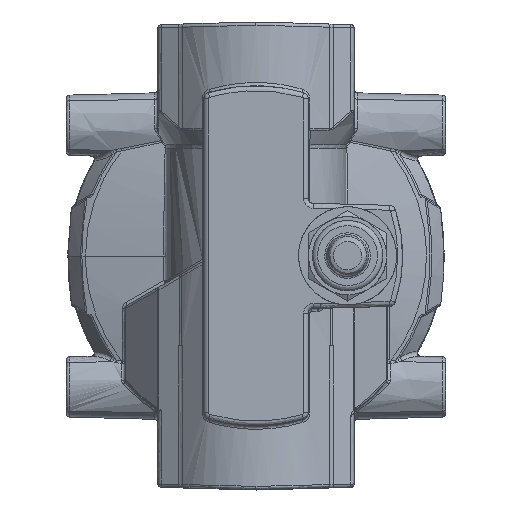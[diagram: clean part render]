
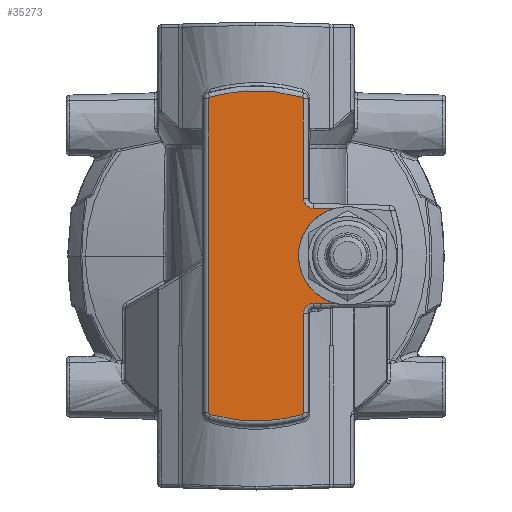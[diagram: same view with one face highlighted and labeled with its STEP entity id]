
A CAD part, top view. The second image highlights one B-rep face of the part: STEP entity #35273.
In plain terms, the highlighted free-form (B-spline) face has degree [1, 1] with [2, 2] control points.
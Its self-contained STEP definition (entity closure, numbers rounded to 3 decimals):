
#17050=CARTESIAN_POINT('V71',(14.508,17.554,
   96.5));
#17051=VERTEX_POINT('V71',#17050);
#17065=CARTESIAN_POINT('V70',(17.43,14.555,
   96.5));
#17066=VERTEX_POINT('V70',#17065);
#17067=CARTESIAN_POINT('E92',(17.43,14.555,
   96.5));
#17068=CARTESIAN_POINT('E92',(14.508,14.632,
   96.5));
#17069=CARTESIAN_POINT('E92',(14.508,17.554,
   96.5));
#17077=(BOUNDED_CURVE()B_SPLINE_CURVE(2,(#17067,#17068,#17069),
   .CIRCULAR_ARC.,.F.,.U.)B_SPLINE_CURVE_WITH_KNOTS((3,3),(2.0,
   3.967),.UNSPECIFIED.)CURVE()
   GEOMETRIC_REPRESENTATION_ITEM()RATIONAL_B_SPLINE_CURVE((1.0,
   0.716,1.0))REPRESENTATION_ITEM('E92'));
#17078=EDGE_CURVE('E92',#17066,#17051,#17077,.T.);
#17111=CARTESIAN_POINT('V72',(14.508,47.98,
   96.5));
#17112=VERTEX_POINT('V72',#17111);
#17126=CARTESIAN_POINT('E93',(14.508,17.554,
   96.5));
#17127=CARTESIAN_POINT('E93',(14.508,47.98,
   96.5));
#17128=B_SPLINE_CURVE_WITH_KNOTS('E93',1,(#17126,#17127),
   .POLYLINE_FORM.,.F.,.U.,(2,2),(2.0,14.913),
   .UNSPECIFIED.);
#17129=EDGE_CURVE('E93',#17051,#17112,#17128,.T.);
#17169=CARTESIAN_POINT('V73',(14.148,48.46,
   96.5));
#17170=VERTEX_POINT('V73',#17169);
#17184=CARTESIAN_POINT('E94',(14.508,47.98,
   96.5));
#17185=CARTESIAN_POINT('E94',(14.508,48.355,
   96.5));
#17186=CARTESIAN_POINT('E94',(14.148,48.46,
   96.5));
#17194=(BOUNDED_CURVE()B_SPLINE_CURVE(2,(#17184,#17185,#17186),
   .CIRCULAR_ARC.,.F.,.U.)B_SPLINE_CURVE_WITH_KNOTS((3,3),(2.0,
   3.0),.UNSPECIFIED.)CURVE()GEOMETRIC_REPRESENTATION_ITEM()
   RATIONAL_B_SPLINE_CURVE((1.0,0.8,1.0))
   REPRESENTATION_ITEM('E94'));
#17195=EDGE_CURVE('E94',#17112,#17170,#17194,.T.);
#17235=CARTESIAN_POINT('V74',(-14.132,48.46,
   96.5));
#17236=VERTEX_POINT('V74',#17235);
#17250=CARTESIAN_POINT('E95',(14.148,48.46,
   96.5));
#17251=CARTESIAN_POINT('E95',(0.008,52.584,
   96.5));
#17252=CARTESIAN_POINT('E95',(-14.132,48.46,
   96.5));
#17260=(BOUNDED_CURVE()B_SPLINE_CURVE(2,(#17250,#17251,#17252),
   .CIRCULAR_ARC.,.F.,.U.)B_SPLINE_CURVE_WITH_KNOTS((3,3),(2.0,
   14.165),.UNSPECIFIED.)CURVE()
   GEOMETRIC_REPRESENTATION_ITEM()RATIONAL_B_SPLINE_CURVE((1.0,
   0.96,1.0))REPRESENTATION_ITEM('E95'));
#17261=EDGE_CURVE('E95',#17170,#17236,#17260,.T.);
#17301=CARTESIAN_POINT('V75',(-14.492,47.98,
   96.5));
#17302=VERTEX_POINT('V75',#17301);
#17316=CARTESIAN_POINT('E96',(-14.132,48.46,
   96.5));
#17317=CARTESIAN_POINT('E96',(-14.492,48.355,
   96.5));
#17318=CARTESIAN_POINT('E96',(-14.492,47.98,
   96.5));
#17326=(BOUNDED_CURVE()B_SPLINE_CURVE(2,(#17316,#17317,#17318),
   .CIRCULAR_ARC.,.F.,.U.)B_SPLINE_CURVE_WITH_KNOTS((3,3),(2.0,
   3.0),.UNSPECIFIED.)CURVE()GEOMETRIC_REPRESENTATION_ITEM()
   RATIONAL_B_SPLINE_CURVE((1.0,0.8,1.0))
   REPRESENTATION_ITEM('E96'));
#17327=EDGE_CURVE('E96',#17236,#17302,#17326,.T.);
#17348=CARTESIAN_POINT('V76',(-14.492,
   -48.02,96.5));
#17349=VERTEX_POINT('V76',#17348);
#17365=CARTESIAN_POINT('E97',(-14.492,47.98,
   96.5));
#17366=CARTESIAN_POINT('E97',(-14.492,
   -48.02,96.5));
#17367=B_SPLINE_CURVE_WITH_KNOTS('E97',1,(#17365,#17366),
   .POLYLINE_FORM.,.F.,.U.,(2,2),(2.0,42.744),
   .UNSPECIFIED.);
#17368=EDGE_CURVE('E97',#17302,#17349,#17367,.T.);
#17412=CARTESIAN_POINT('V77',(-14.132,
   -48.5,96.5));
#17413=VERTEX_POINT('V77',#17412);
#17429=CARTESIAN_POINT('E98',(-14.492,
   -48.02,96.5));
#17430=CARTESIAN_POINT('E98',(-14.492,
   -48.395,96.5));
#17431=CARTESIAN_POINT('E98',(-14.132,
   -48.5,96.5));
#17439=(BOUNDED_CURVE()B_SPLINE_CURVE(2,(#17429,#17430,#17431),
   .CIRCULAR_ARC.,.F.,.U.)B_SPLINE_CURVE_WITH_KNOTS((3,3),(2.0,
   3.0),.UNSPECIFIED.)CURVE()GEOMETRIC_REPRESENTATION_ITEM()
   RATIONAL_B_SPLINE_CURVE((1.0,0.8,1.0))
   REPRESENTATION_ITEM('E98'));
#17440=EDGE_CURVE('E98',#17349,#17413,#17439,.T.);
#17492=CARTESIAN_POINT('V78',(14.148,-48.5,
   96.5));
#17493=VERTEX_POINT('V78',#17492);
#17509=CARTESIAN_POINT('E99',(-14.132,
   -48.5,96.5));
#17510=CARTESIAN_POINT('E99',(0.008,-52.624,
   96.5));
#17511=CARTESIAN_POINT('E99',(14.148,-48.5,
   96.5));
#17519=(BOUNDED_CURVE()B_SPLINE_CURVE(2,(#17509,#17510,#17511),
   .CIRCULAR_ARC.,.F.,.U.)B_SPLINE_CURVE_WITH_KNOTS((3,3),(2.0,
   14.165),.UNSPECIFIED.)CURVE()
   GEOMETRIC_REPRESENTATION_ITEM()RATIONAL_B_SPLINE_CURVE((1.0,
   0.96,1.0))REPRESENTATION_ITEM('E99'));
#17520=EDGE_CURVE('E99',#17413,#17493,#17519,.T.);
#17572=CARTESIAN_POINT('V79',(14.508,-48.02,
   96.5));
#17573=VERTEX_POINT('V79',#17572);
#17589=CARTESIAN_POINT('E100',(14.148,
   -48.5,96.5));
#17590=CARTESIAN_POINT('E100',(14.508,
   -48.395,96.5));
#17591=CARTESIAN_POINT('E100',(14.508,
   -48.02,96.5));
#17599=(BOUNDED_CURVE()B_SPLINE_CURVE(2,(#17589,#17590,#17591),
   .CIRCULAR_ARC.,.F.,.U.)B_SPLINE_CURVE_WITH_KNOTS((3,3),(2.0,
   3.0),.UNSPECIFIED.)CURVE()GEOMETRIC_REPRESENTATION_ITEM()
   RATIONAL_B_SPLINE_CURVE((1.0,0.8,1.0))
   REPRESENTATION_ITEM('E100'));
#17600=EDGE_CURVE('E100',#17493,#17573,#17599,.T.);
#17633=CARTESIAN_POINT('V80',(14.508,-17.589,
   96.5));
#17634=VERTEX_POINT('V80',#17633);
#17650=CARTESIAN_POINT('E101',(14.508,
   -48.02,96.5));
#17651=CARTESIAN_POINT('E101',(14.508,
   -17.589,96.5));
#17652=B_SPLINE_CURVE_WITH_KNOTS('E101',1,(#17650,#17651),
   .POLYLINE_FORM.,.F.,.U.,(2,2),(2.0,14.915),
   .UNSPECIFIED.);
#17653=EDGE_CURVE('E101',#17573,#17634,#17652,.T.);
#17680=CARTESIAN_POINT('V82',(19.581,-14.533,
   96.5));
#17681=VERTEX_POINT('V82',#17680);
#17695=CARTESIAN_POINT('V81',(17.429,-14.59,
   96.5));
#17696=VERTEX_POINT('V81',#17695);
#17697=CARTESIAN_POINT('E103',(17.429,
   -14.59,96.5));
#17698=CARTESIAN_POINT('E103',(19.581,
   -14.533,96.5));
#17699=B_SPLINE_CURVE_WITH_KNOTS('E103',1,(#17697,#17698),
   .POLYLINE_FORM.,.F.,.U.,(2,2),(2.0,3.0),.UNSPECIFIED.);
#17700=EDGE_CURVE('E103',#17696,#17681,#17699,.T.);
#17759=CARTESIAN_POINT('E102',(14.508,
   -17.589,96.5));
#17760=CARTESIAN_POINT('E102',(14.508,
   -14.667,96.5));
#17761=CARTESIAN_POINT('E102',(17.429,
   -14.59,96.5));
#17769=(BOUNDED_CURVE()B_SPLINE_CURVE(2,(#17759,#17760,#17761),
   .CIRCULAR_ARC.,.F.,.U.)B_SPLINE_CURVE_WITH_KNOTS((3,3),(2.0,
   3.966),.UNSPECIFIED.)CURVE()
   GEOMETRIC_REPRESENTATION_ITEM()RATIONAL_B_SPLINE_CURVE((1.0,
   0.716,1.0))REPRESENTATION_ITEM('E102'));
#17770=EDGE_CURVE('E102',#17634,#17696,#17769,.T.);
#35204=CARTESIAN_POINT('V67',(23.764,14.389,
   96.5));
#35205=VERTEX_POINT('V67',#35204);
#35223=CARTESIAN_POINT('E91',(23.764,14.389,
   96.5));
#35224=CARTESIAN_POINT('E91',(17.43,14.555,
   96.5));
#35225=B_SPLINE_CURVE_WITH_KNOTS('E91',1,(#35223,#35224),
   .POLYLINE_FORM.,.F.,.U.,(2,2),(9.192,
   11.881),.UNSPECIFIED.);
#35226=EDGE_CURVE('E91',#35205,#17066,#35225,.T.);
#35231=CARTESIAN_POINT('F25',(-17.692,
   -57.32,96.5));
#35232=CARTESIAN_POINT('F25',(47.204,-57.32,
   96.5));
#35233=CARTESIAN_POINT('F25',(-17.692,57.28,
   96.5));
#35234=CARTESIAN_POINT('F25',(47.204,57.28,
   96.5));
#35235=B_SPLINE_SURFACE_WITH_KNOTS('F25',1,1,((#35231,#35233),(
   #35232,#35234)),.PLANE_SURF.,.F.,.F.,.U.,(2,2),(2,2),(0.0,1.0),
   (0.0,1.766),.UNSPECIFIED.);
#35236=CARTESIAN_POINT('V66',(23.89,-14.426,
   96.5));
#35237=VERTEX_POINT('V66',#35236);
#35238=CARTESIAN_POINT('E86',(23.89,-14.426,
   96.5));
#35239=CARTESIAN_POINT('E86',(20.334,-13.413,
   96.5));
#35240=CARTESIAN_POINT('E86',(17.656,-10.863,
   96.5));
#35241=CARTESIAN_POINT('E86',(-1.159,7.052,
   96.5));
#35242=CARTESIAN_POINT('E86',(23.764,14.389,
   96.5));
#35250=(BOUNDED_CURVE()B_SPLINE_CURVE(2,(#35238,#35239,#35240,
   #35241,#35242),.CIRCULAR_ARC.,.F.,.U.)B_SPLINE_CURVE_WITH_KNOTS(
   (3,2,3),(0.0,0.083,0.416),.UNSPECIFIED.
   )CURVE()GEOMETRIC_REPRESENTATION_ITEM()RATIONAL_B_SPLINE_CURVE((
   0.813,0.875,1.0,0.5,1.0))
   REPRESENTATION_ITEM('E86'));
#35251=EDGE_CURVE('E86',#35237,#35205,#35250,.T.);
#35252=ORIENTED_EDGE('E86',*,*,#35251,.T.);
#35253=ORIENTED_EDGE('F27',*,*,#35226,.T.);
#35254=ORIENTED_EDGE('E92',*,*,#17078,.T.);
#35255=ORIENTED_EDGE('E93',*,*,#17129,.T.);
#35256=ORIENTED_EDGE('E94',*,*,#17195,.T.);
#35257=ORIENTED_EDGE('E95',*,*,#17261,.T.);
#35258=ORIENTED_EDGE('E96',*,*,#17327,.T.);
#35259=ORIENTED_EDGE('E97',*,*,#17368,.T.);
#35260=ORIENTED_EDGE('E98',*,*,#17440,.T.);
#35261=ORIENTED_EDGE('E99',*,*,#17520,.T.);
#35262=ORIENTED_EDGE('E100',*,*,#17600,.T.);
#35263=ORIENTED_EDGE('E101',*,*,#17653,.T.);
#35264=ORIENTED_EDGE('E102',*,*,#17770,.T.);
#35265=ORIENTED_EDGE('E103',*,*,#17700,.T.);
#35266=CARTESIAN_POINT('E104',(19.581,
   -14.539,96.5));
#35267=CARTESIAN_POINT('E104',(23.89,
   -14.426,96.5));
#35268=B_SPLINE_CURVE_WITH_KNOTS('E104',1,(#35266,#35267),
   .POLYLINE_FORM.,.F.,.U.,(2,2),(2.0,3.829),
   .UNSPECIFIED.);
#35269=EDGE_CURVE('E104',#17681,#35237,#35268,.T.);
#35270=ORIENTED_EDGE('E104',*,*,#35269,.T.);
#35271=EDGE_LOOP('F25',(#35252,#35253,#35254,#35255,#35256,#35257,
   #35258,#35259,#35260,#35261,#35262,#35263,#35264,#35265,#35270)
   );
#35272=FACE_OUTER_BOUND('F25',#35271,.T.);
#35273=ADVANCED_FACE('F25',(#35272),#35235,.T.);
